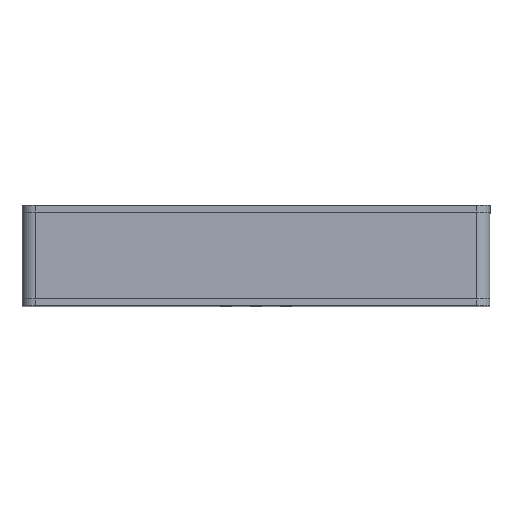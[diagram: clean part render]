
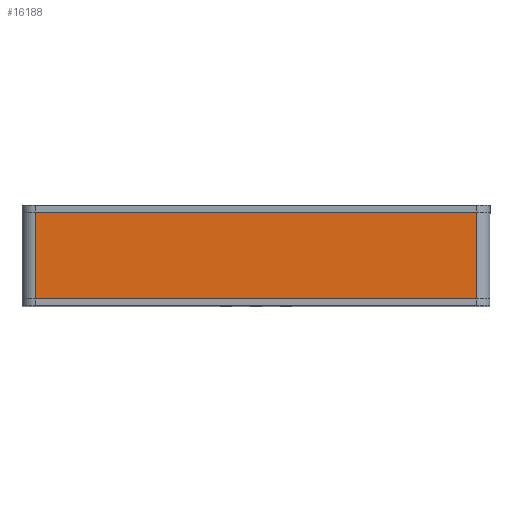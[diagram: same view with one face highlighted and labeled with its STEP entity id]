
A CAD part, top view. The second image highlights one B-rep face of the part: STEP entity #16188.
In plain terms, the highlighted planar face has unit normal (0, 0, 1).
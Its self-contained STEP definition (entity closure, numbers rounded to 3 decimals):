
#597 = DIRECTION ( 'NONE',  ( 1., 0., 0. ) ) ;
#1038 = DIRECTION ( 'NONE',  ( 0., -1., 0. ) ) ;
#1042 = DIRECTION ( 'NONE',  ( 1., 0., 0. ) ) ;
#1208 = CARTESIAN_POINT ( 'NONE',  ( 68., 13., 90. ) ) ;
#1758 = EDGE_CURVE ( 'NONE', #9553, #3503, #4764, .T. ) ;
#2999 = AXIS2_PLACEMENT_3D ( 'NONE', #6334, #8785, #15041 ) ;
#3019 = CARTESIAN_POINT ( 'NONE',  ( 68., 0., 90. ) ) ;
#3503 = VERTEX_POINT ( 'NONE', #1208 ) ;
#3528 = LINE ( 'NONE', #14677, #15465 ) ;
#3764 = CARTESIAN_POINT ( 'NONE',  ( 2., 0., 90. ) ) ;
#3818 = VERTEX_POINT ( 'NONE', #3764 ) ;
#3958 = PLANE ( 'NONE',  #2999 ) ;
#4764 = LINE ( 'NONE', #12283, #6314 ) ;
#5192 = ORIENTED_EDGE ( 'NONE', *, *, #13079, .F. ) ;
#5542 = LINE ( 'NONE', #3019, #15275 ) ;
#5875 = EDGE_CURVE ( 'NONE', #3818, #9553, #11352, .T. ) ;
#6314 = VECTOR ( 'NONE', #1042, 1000. ) ;
#6334 = CARTESIAN_POINT ( 'NONE',  ( 68., 13., 90. ) ) ;
#6508 = CARTESIAN_POINT ( 'NONE',  ( 2., 13., 90. ) ) ;
#7939 = EDGE_LOOP ( 'NONE', ( #5192, #9844, #13616, #14704 ) ) ;
#8785 = DIRECTION ( 'NONE',  ( 0., 0., -1. ) ) ;
#9540 = CARTESIAN_POINT ( 'NONE',  ( 68., 0., 90. ) ) ;
#9553 = VERTEX_POINT ( 'NONE', #6508 ) ;
#9844 = ORIENTED_EDGE ( 'NONE', *, *, #1758, .F. ) ;
#10268 = CARTESIAN_POINT ( 'NONE',  ( 2., 13., 90. ) ) ;
#11032 = VERTEX_POINT ( 'NONE', #9540 ) ;
#11312 = VECTOR ( 'NONE', #15072, 1000. ) ;
#11352 = LINE ( 'NONE', #10268, #11312 ) ;
#12283 = CARTESIAN_POINT ( 'NONE',  ( 68., 13., 90. ) ) ;
#12726 = FACE_OUTER_BOUND ( 'NONE', #7939, .T. ) ;
#13079 = EDGE_CURVE ( 'NONE', #3503, #11032, #3528, .T. ) ;
#13616 = ORIENTED_EDGE ( 'NONE', *, *, #5875, .F. ) ;
#14677 = CARTESIAN_POINT ( 'NONE',  ( 68., 13., 90. ) ) ;
#14704 = ORIENTED_EDGE ( 'NONE', *, *, #14755, .T. ) ;
#14755 = EDGE_CURVE ( 'NONE', #3818, #11032, #5542, .T. ) ;
#15041 = DIRECTION ( 'NONE',  ( -1., 0., 0. ) ) ;
#15072 = DIRECTION ( 'NONE',  ( 0., 1., 0. ) ) ;
#15275 = VECTOR ( 'NONE', #597, 1000. ) ;
#15465 = VECTOR ( 'NONE', #1038, 1000. ) ;
#16188 = ADVANCED_FACE ( 'NONE', ( #12726 ), #3958, .F. ) ;
